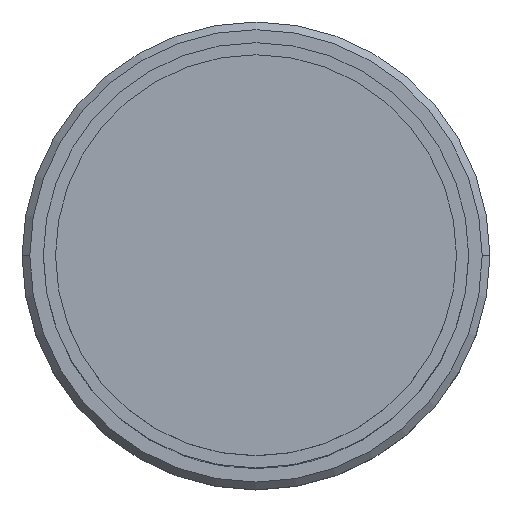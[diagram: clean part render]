
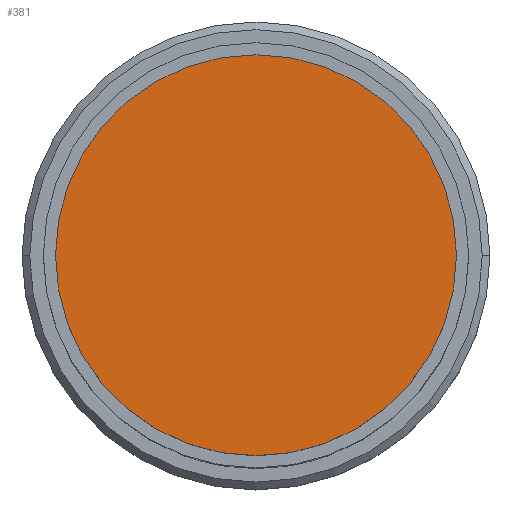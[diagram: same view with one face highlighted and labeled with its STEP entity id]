
A CAD part, top view. The second image highlights one B-rep face of the part: STEP entity #381.
In plain terms, the highlighted planar face has unit normal (0, 0, 1).
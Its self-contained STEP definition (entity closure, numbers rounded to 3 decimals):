
#361=CARTESIAN_POINT('POINT1862',(33.,0.,
   134.));
#362=VERTEX_POINT('VERTEX1862',#361);
#363=CARTESIAN_POINT('POINT1863',(-33.,0.,
   134.));
#364=VERTEX_POINT('VERTEX1863',#363);
#365=CARTESIAN_POINT('POS3066',(0.,0.,134.));
#366=DIRECTION('DIR4921',(0.,0.,-1.));
#367=DIRECTION('DIR4922',(1.,0.,0.));
#368=AXIS2_PLACEMENT_3D('AXIS1856',#365,#366,#367);
#369=CIRCLE('ELLIPSE873',#368,33.);
#370=EDGE_CURVE('EDGE2909',#362,#364,#369,.T.);
#371=ORIENTED_EDGE('COEDGE5781',*,*,#370,.F.);
#372=EDGE_CURVE('EDGE2910',#364,#362,#369,.T.);
#373=ORIENTED_EDGE('COEDGE5782',*,*,#372,.F.);
#374=EDGE_LOOP('NONE',(#371,#373));
#375=FACE_BOUND('LOOP1',#374,.T.);
#376=CARTESIAN_POINT('POS3067',(16.5,0.,134.
   ));
#377=DIRECTION('DIR4923',(0.,0.,1.));
#378=DIRECTION('DIR4924',(1.,0.,0.));
#379=AXIS2_PLACEMENT_3D('AXIS1857',#376,#377,#378);
#380=PLANE('PLANE487',#379);
#381=ADVANCED_FACE('FACE1481',(#375),#380,.T.);
